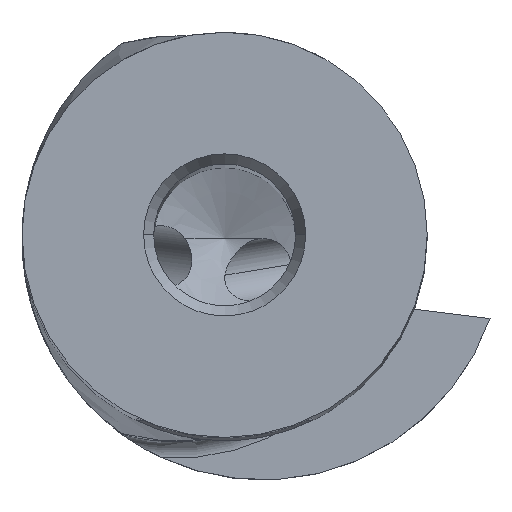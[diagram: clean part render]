
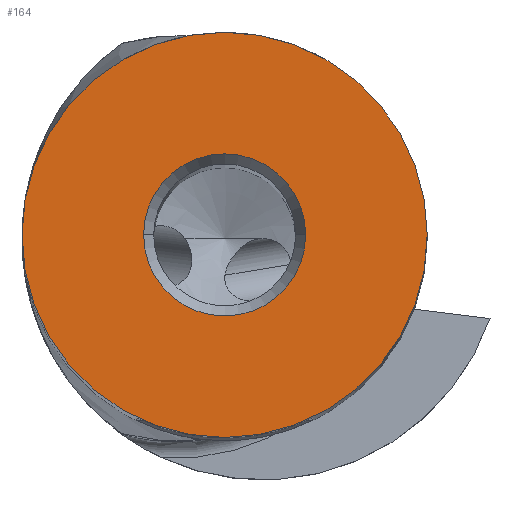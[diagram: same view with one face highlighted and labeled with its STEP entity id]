
A CAD part, top view. The second image highlights one B-rep face of the part: STEP entity #164.
In plain terms, the highlighted planar face has unit normal (0, 0, 1).
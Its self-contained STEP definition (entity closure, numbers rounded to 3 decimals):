
#48=FACE_BOUND('',#320,.T.);
#49=FACE_BOUND('',#321,.T.);
#72=PLANE('',#1503);
#164=ADVANCED_FACE('',(#48,#49),#72,.T.);
#320=EDGE_LOOP('',(#880,#881));
#321=EDGE_LOOP('',(#882,#883));
#382=CIRCLE('',#1493,10.);
#383=CIRCLE('',#1497,10.);
#384=CIRCLE('',#1501,4.);
#385=CIRCLE('',#1502,4.);
#880=ORIENTED_EDGE('',*,*,#1274,.F.);
#881=ORIENTED_EDGE('',*,*,#1268,.F.);
#882=ORIENTED_EDGE('',*,*,#1279,.F.);
#883=ORIENTED_EDGE('',*,*,#1280,.F.);
#1083=VERTEX_POINT('',#2857);
#1084=VERTEX_POINT('',#2859);
#1093=VERTEX_POINT('',#2881);
#1094=VERTEX_POINT('',#2882);
#1268=EDGE_CURVE('',#1083,#1084,#382,.T.);
#1274=EDGE_CURVE('',#1084,#1083,#383,.T.);
#1279=EDGE_CURVE('',#1093,#1094,#384,.T.);
#1280=EDGE_CURVE('',#1094,#1093,#385,.T.);
#1493=AXIS2_PLACEMENT_3D('',#2858,#1797,#1798);
#1497=AXIS2_PLACEMENT_3D('',#2870,#1808,#1809);
#1501=AXIS2_PLACEMENT_3D('',#2880,#1818,#1819);
#1502=AXIS2_PLACEMENT_3D('',#2883,#1820,#1821);
#1503=AXIS2_PLACEMENT_3D('',#2884,#1822,#1823);
#1797=DIRECTION('',(0.,0.,-1.));
#1798=DIRECTION('',(-1.,0.,0.));
#1808=DIRECTION('',(0.,0.,-1.));
#1809=DIRECTION('',(1.,0.,0.));
#1818=DIRECTION('',(0.,0.,1.));
#1819=DIRECTION('',(1.,0.,0.));
#1820=DIRECTION('',(0.,0.,1.));
#1821=DIRECTION('',(-1.,0.,0.));
#1822=DIRECTION('',(0.,0.,1.));
#1823=DIRECTION('',(-1.,0.,0.));
#2857=CARTESIAN_POINT('',(-10.,0.,0.));
#2858=CARTESIAN_POINT('',(0.,0.,0.));
#2859=CARTESIAN_POINT('',(10.,0.,0.));
#2870=CARTESIAN_POINT('',(0.,0.,0.));
#2880=CARTESIAN_POINT('',(0.,0.,0.));
#2881=CARTESIAN_POINT('',(4.,0.,0.));
#2882=CARTESIAN_POINT('',(-4.,0.,0.));
#2883=CARTESIAN_POINT('',(0.,0.,0.));
#2884=CARTESIAN_POINT('',(0.,0.,0.));
